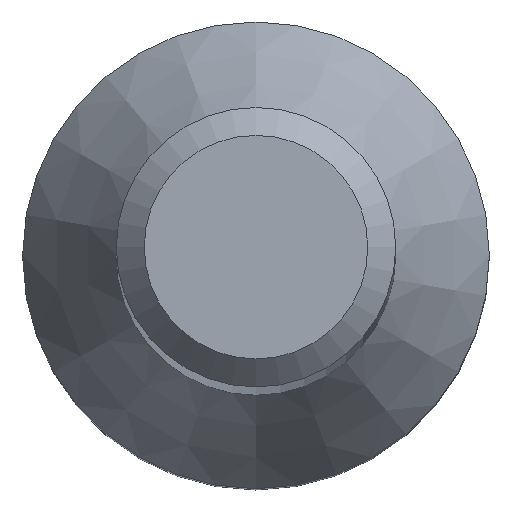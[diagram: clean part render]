
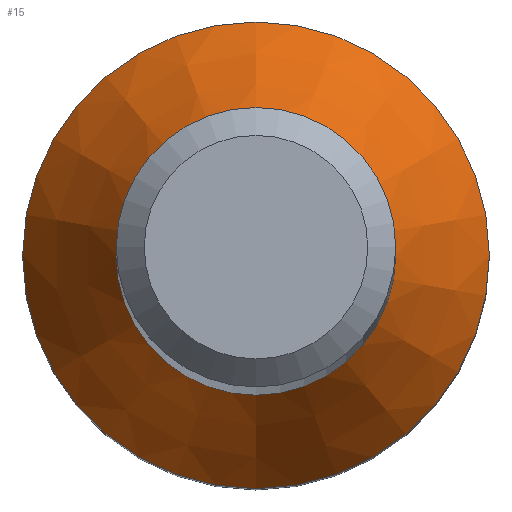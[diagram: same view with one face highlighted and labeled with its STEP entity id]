
A CAD part, top view. The second image highlights one B-rep face of the part: STEP entity #15.
In plain terms, the highlighted conical face has half-angle 30 degrees and reference radius 5.01 mm.
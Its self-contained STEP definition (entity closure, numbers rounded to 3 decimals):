
#2 = FACE_BOUND ( 'NONE', #121, .T. ) ;
#11 = AXIS2_PLACEMENT_3D ( 'NONE', #88, #240, #202 ) ;
#15 = ADVANCED_FACE ( 'NONE', ( #2, #125 ), #191, .T. ) ;
#21 = DIRECTION ( 'NONE',  ( 0., 1., 0. ) ) ;
#34 = CIRCLE ( 'NONE', #11, 5.01 ) ;
#73 = CARTESIAN_POINT ( 'NONE',  ( 0., 3., 19.724 ) ) ;
#86 = DIRECTION ( 'NONE',  ( 0., 0., -1. ) ) ;
#87 = CARTESIAN_POINT ( 'NONE',  ( 0., 0., 16.242 ) ) ;
#88 = CARTESIAN_POINT ( 'NONE',  ( 0., 0., 16.242 ) ) ;
#89 = DIRECTION ( 'NONE',  ( 0., 1., 0. ) ) ;
#121 = EDGE_LOOP ( 'NONE', ( #177 ) ) ;
#125 = FACE_OUTER_BOUND ( 'NONE', #197, .T. ) ;
#133 = CARTESIAN_POINT ( 'NONE',  ( 0., 0., 19.724 ) ) ;
#155 = EDGE_CURVE ( 'NONE', #159, #159, #34, .T. ) ;
#156 = DIRECTION ( 'NONE',  ( 0., 0., -1. ) ) ;
#157 = AXIS2_PLACEMENT_3D ( 'NONE', #87, #86, #89 ) ;
#159 = VERTEX_POINT ( 'NONE', #231 ) ;
#177 = ORIENTED_EDGE ( 'NONE', *, *, #235, .T. ) ;
#191 = CONICAL_SURFACE ( 'NONE', #157, 5.01, 0.524 ) ;
#197 = EDGE_LOOP ( 'NONE', ( #237 ) ) ;
#199 = AXIS2_PLACEMENT_3D ( 'NONE', #133, #156, #21 ) ;
#202 = DIRECTION ( 'NONE',  ( 0., 1., 0. ) ) ;
#210 = CIRCLE ( 'NONE', #199, 3. ) ;
#231 = CARTESIAN_POINT ( 'NONE',  ( 0., 5.01, 16.242 ) ) ;
#234 = VERTEX_POINT ( 'NONE', #73 ) ;
#235 = EDGE_CURVE ( 'NONE', #234, #234, #210, .T. ) ;
#237 = ORIENTED_EDGE ( 'NONE', *, *, #155, .F. ) ;
#240 = DIRECTION ( 'NONE',  ( 0., 0., -1. ) ) ;
